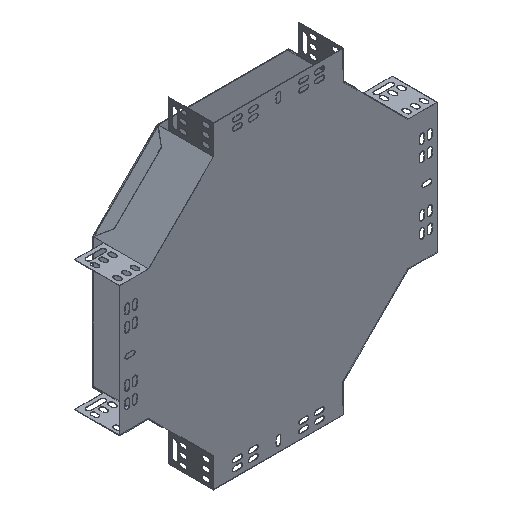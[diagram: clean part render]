
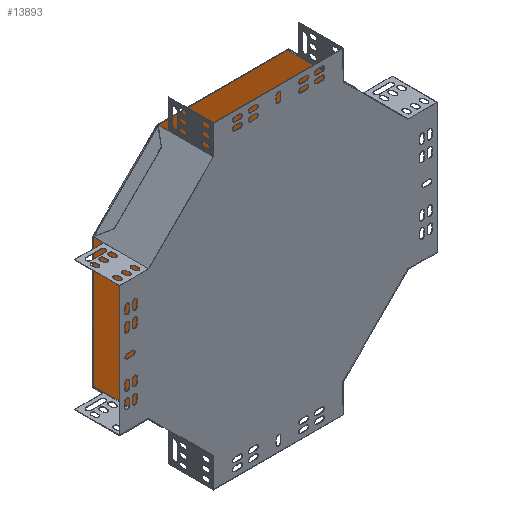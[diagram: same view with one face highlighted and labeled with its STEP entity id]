
A CAD part, isometric view. The second image highlights one B-rep face of the part: STEP entity #13893.
In plain terms, the highlighted planar face has unit normal (0, -1, 0).
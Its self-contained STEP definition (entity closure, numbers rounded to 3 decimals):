
#35 = CARTESIAN_POINT ( 'NONE',  ( -92.337, 189.964, 205.051 ) ) ;
#481 = VERTEX_POINT ( 'NONE', #35 ) ;
#484 = LINE ( 'NONE', #6578, #13055 ) ;
#553 = DIRECTION ( 'NONE',  ( 1., 0., 0. ) ) ;
#568 = VECTOR ( 'NONE', #6276, 1000. ) ;
#816 = CARTESIAN_POINT ( 'NONE',  ( 209.263, 189.964, 105.051 ) ) ;
#897 = DIRECTION ( 'NONE',  ( 0., -1., 0. ) ) ;
#975 = ORIENTED_EDGE ( 'NONE', *, *, #12631, .F. ) ;
#1138 = VERTEX_POINT ( 'NONE', #15006 ) ;
#1440 = VERTEX_POINT ( 'NONE', #12065 ) ;
#1513 = VECTOR ( 'NONE', #12696, 1000. ) ;
#1607 = CARTESIAN_POINT ( 'NONE',  ( 109.263, 189.964, -196.549 ) ) ;
#1772 = CARTESIAN_POINT ( 'NONE',  ( 109.263, 189.964, -196.549 ) ) ;
#1789 = VECTOR ( 'NONE', #12673, 1000. ) ;
#2249 = ORIENTED_EDGE ( 'NONE', *, *, #12477, .F. ) ;
#2418 = CARTESIAN_POINT ( 'NONE',  ( 109.263, 189.964, -196.549 ) ) ;
#2554 = LINE ( 'NONE', #8813, #1789 ) ;
#2764 = DIRECTION ( 'NONE',  ( -1., 0., 0. ) ) ;
#3563 = EDGE_LOOP ( 'NONE', ( #15014, #7405, #2249, #6422, #6625, #4554, #975, #5450 ) ) ;
#4054 = AXIS2_PLACEMENT_3D ( 'NONE', #15317, #897, #9414 ) ;
#4179 = LINE ( 'NONE', #5055, #568 ) ;
#4429 = LINE ( 'NONE', #11125, #13717 ) ;
#4541 = VERTEX_POINT ( 'NONE', #10214 ) ;
#4554 = ORIENTED_EDGE ( 'NONE', *, *, #7988, .F. ) ;
#5055 = CARTESIAN_POINT ( 'NONE',  ( -92.337, 189.964, 205.051 ) ) ;
#5147 = VERTEX_POINT ( 'NONE', #2418 ) ;
#5361 = CARTESIAN_POINT ( 'NONE',  ( -192.337, 189.964, -96.549 ) ) ;
#5406 = DIRECTION ( 'NONE',  ( -0.707, 0., -0.707 ) ) ;
#5433 = CARTESIAN_POINT ( 'NONE',  ( -192.337, 189.964, 105.051 ) ) ;
#5450 = ORIENTED_EDGE ( 'NONE', *, *, #7585, .F. ) ;
#5670 = DIRECTION ( 'NONE',  ( 0.707, 0., -0.707 ) ) ;
#6276 = DIRECTION ( 'NONE',  ( 0.707, 0., 0.707 ) ) ;
#6422 = ORIENTED_EDGE ( 'NONE', *, *, #8844, .F. ) ;
#6578 = CARTESIAN_POINT ( 'NONE',  ( -92.337, 189.964, 205.051 ) ) ;
#6625 = ORIENTED_EDGE ( 'NONE', *, *, #12498, .F. ) ;
#7093 = VECTOR ( 'NONE', #2764, 1000. ) ;
#7202 = VERTEX_POINT ( 'NONE', #11147 ) ;
#7405 = ORIENTED_EDGE ( 'NONE', *, *, #9311, .F. ) ;
#7585 = EDGE_CURVE ( 'NONE', #481, #1138, #484, .T. ) ;
#7988 = EDGE_CURVE ( 'NONE', #9146, #7202, #2554, .T. ) ;
#8813 = CARTESIAN_POINT ( 'NONE',  ( 209.263, 189.964, 105.051 ) ) ;
#8844 = EDGE_CURVE ( 'NONE', #5147, #4541, #13200, .T. ) ;
#8916 = LINE ( 'NONE', #816, #14889 ) ;
#9146 = VERTEX_POINT ( 'NONE', #9470 ) ;
#9311 = EDGE_CURVE ( 'NONE', #1440, #11671, #4429, .T. ) ;
#9414 = DIRECTION ( 'NONE',  ( 0., 0., -1. ) ) ;
#9470 = CARTESIAN_POINT ( 'NONE',  ( 209.263, 189.964, 105.051 ) ) ;
#10214 = CARTESIAN_POINT ( 'NONE',  ( -92.337, 189.964, -196.549 ) ) ;
#10455 = VECTOR ( 'NONE', #5406, 1000. ) ;
#10859 = LINE ( 'NONE', #5361, #1513 ) ;
#11125 = CARTESIAN_POINT ( 'NONE',  ( -192.337, 189.964, -96.549 ) ) ;
#11147 = CARTESIAN_POINT ( 'NONE',  ( 209.263, 189.964, -96.549 ) ) ;
#11671 = VERTEX_POINT ( 'NONE', #5433 ) ;
#12065 = CARTESIAN_POINT ( 'NONE',  ( -192.337, 189.964, -96.549 ) ) ;
#12199 = FACE_OUTER_BOUND ( 'NONE', #3563, .T. ) ;
#12275 = EDGE_CURVE ( 'NONE', #11671, #481, #4179, .T. ) ;
#12477 = EDGE_CURVE ( 'NONE', #4541, #1440, #10859, .T. ) ;
#12498 = EDGE_CURVE ( 'NONE', #7202, #5147, #13658, .T. ) ;
#12631 = EDGE_CURVE ( 'NONE', #1138, #9146, #8916, .T. ) ;
#12673 = DIRECTION ( 'NONE',  ( 0., 0., -1. ) ) ;
#12696 = DIRECTION ( 'NONE',  ( -0.707, 0., 0.707 ) ) ;
#13055 = VECTOR ( 'NONE', #553, 1000. ) ;
#13200 = LINE ( 'NONE', #1607, #7093 ) ;
#13523 = DIRECTION ( 'NONE',  ( 0., 0., 1. ) ) ;
#13658 = LINE ( 'NONE', #1772, #10455 ) ;
#13717 = VECTOR ( 'NONE', #13523, 1000. ) ;
#13893 = ADVANCED_FACE ( 'NONE', ( #12199 ), #14196, .T. ) ;
#14196 = PLANE ( 'NONE',  #4054 ) ;
#14889 = VECTOR ( 'NONE', #5670, 1000. ) ;
#15006 = CARTESIAN_POINT ( 'NONE',  ( 109.263, 189.964, 205.051 ) ) ;
#15014 = ORIENTED_EDGE ( 'NONE', *, *, #12275, .F. ) ;
#15317 = CARTESIAN_POINT ( 'NONE',  ( -293.137, 189.964, 4.251 ) ) ;
